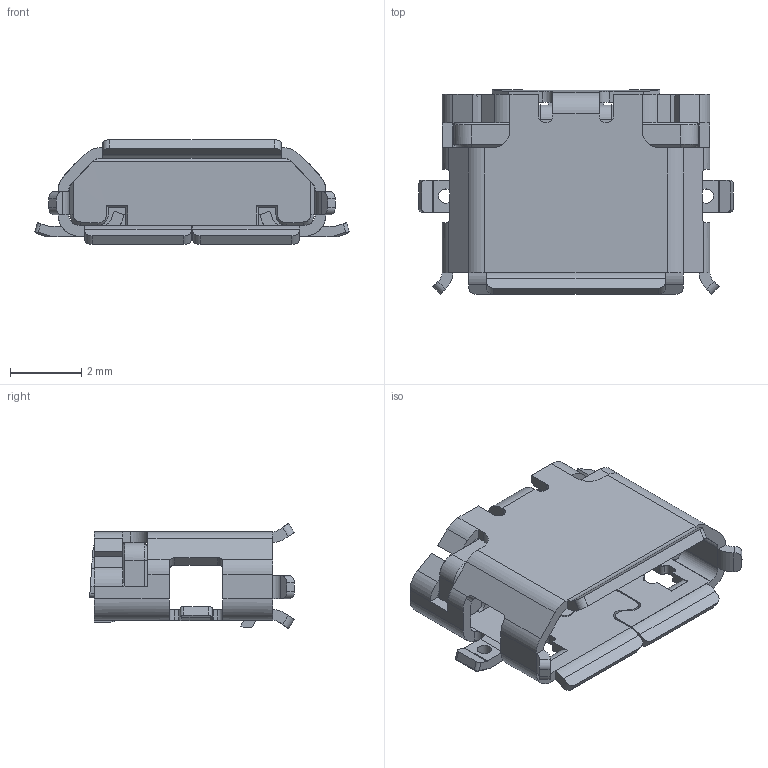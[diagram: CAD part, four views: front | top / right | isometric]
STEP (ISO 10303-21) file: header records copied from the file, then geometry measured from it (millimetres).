
FILE_DESCRIPTION( ( '' ), ' ' );
FILE_NAME( '595e22902c1e1f0f828df593.step', '2017-07-06T11:44:17', ( '' ), ( '' ), ' ', ' ', ' ' );
FILE_SCHEMA( ( 'AUTOMOTIVE_DESIGN { 1 0 10303 214 1 1 1 1 }' ) );
Length unit declared in the file: metre
Products named in the file (1): Open CASCADE STEP translator 6.8 1
Bounding box: 8.8 x 5.73 x 2.94 mm (x, y, z)
Volume: 38.8 mm3; surface area: 234.4 mm2
Topology: 1 solids, 1 shells, 472 faces, 1372 edges, 870 vertices
Faces by surface type: plane 300, cylinder 153, cone 10, bspline 4, revolution 3, extrusion 2
Full cylindrical faces by diameter (mm): 0.4 x2
Entity records: 26205 total; most frequent: CARTESIAN_POINT 3117, ORIENTED_EDGE 2740, DIRECTION 2524, STYLED_ITEM 1826, PRESENTATION_STYLE_ASSIGNMENT 1826, COLOUR_RGB 1826, EDGE_CURVE 1370, CURVE_STYLE 1354
